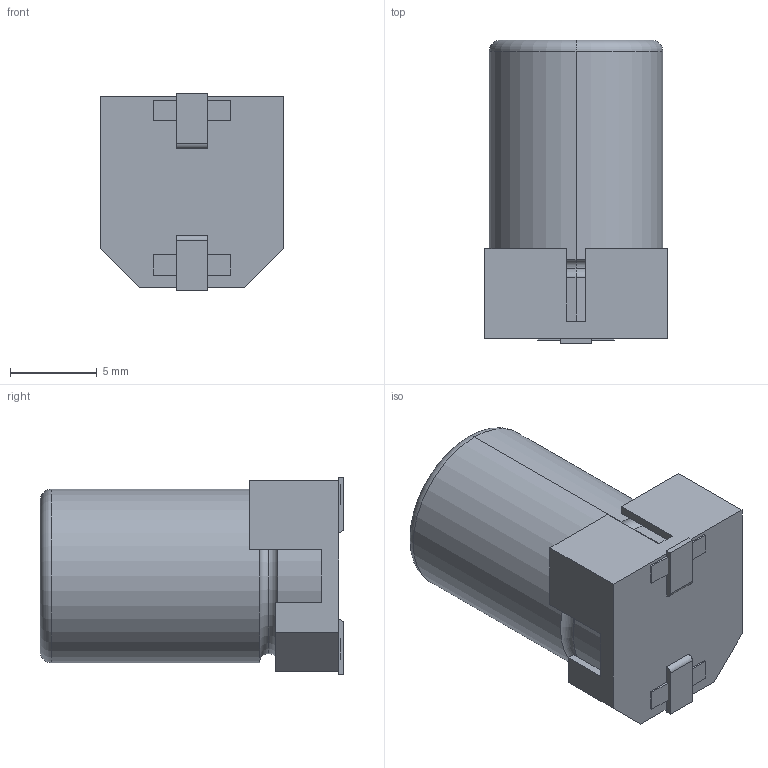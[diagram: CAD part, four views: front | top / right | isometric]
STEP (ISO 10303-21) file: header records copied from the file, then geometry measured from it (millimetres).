
FILE_DESCRIPTION (( 'STEP AP214' ), '1' );
FILE_NAME ('CAC_KAV2_10×16.7_D10.5L17.2H11C11.4J4.4K3.2P4.6W10.5R1.1.STEP', '2025-07-01T16:20:20', ( '' ), ( '' ), 'SwSTEP 2.0', 'SolidWorks 2021', '' );
FILE_SCHEMA (( 'AUTOMOTIVE_DESIGN' ));
Length unit declared in the file: millimetre
Products named in the file (1): CAC_KAV2_10×16.7_D10.5L17.2H11C11.4J4.4K3.2P4.6W10.5R1.1
Bounding box: 10.5 x 17.5 x 11.4 mm (x, y, z)
Volume: 1469.6 mm3; surface area: 1249.1 mm2
Topology: 7 solids, 7 shells, 64 faces, 142 edges, 92 vertices
Faces by surface type: plane 47, cylinder 11, torus 6
Entity records: 2018 total; most frequent: DIRECTION 304, CARTESIAN_POINT 299, ORIENTED_EDGE 284, EDGE_CURVE 142, LINE 110, VECTOR 110, AXIS2_PLACEMENT_3D 97, VERTEX_POINT 92
